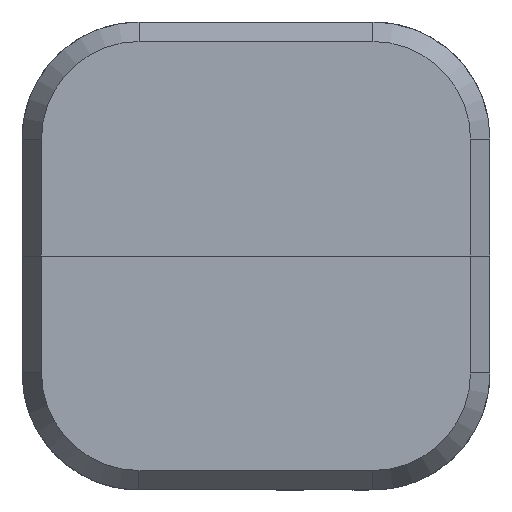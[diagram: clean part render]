
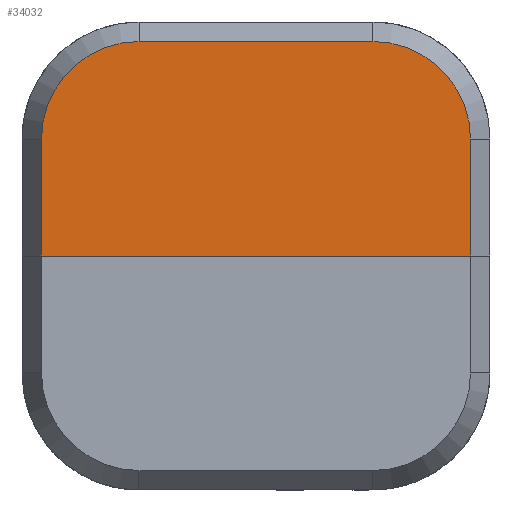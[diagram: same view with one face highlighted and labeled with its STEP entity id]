
A CAD part, front view. The second image highlights one B-rep face of the part: STEP entity #34032.
In plain terms, the highlighted planar face has unit normal (0, -1, 0).
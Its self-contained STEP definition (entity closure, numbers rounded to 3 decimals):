
#1199 = ORIENTED_EDGE ( 'NONE', *, *, #4918, .T. ) ;
#2021 = VERTEX_POINT ( 'NONE', #23658 ) ;
#2431 = DIRECTION ( 'NONE',  ( 1., 0., 0. ) ) ;
#3623 = DIRECTION ( 'NONE',  ( -1., 0., 0. ) ) ;
#3837 = LINE ( 'NONE', #21322, #10018 ) ;
#4226 = CARTESIAN_POINT ( 'NONE',  ( 55., 0., -30. ) ) ;
#4373 = DIRECTION ( 'NONE',  ( 0., -1., 0. ) ) ;
#4918 = EDGE_CURVE ( 'NONE', #32988, #21214, #38815, .T. ) ;
#5599 = CARTESIAN_POINT ( 'NONE',  ( 55., 0., 30. ) ) ;
#6975 = AXIS2_PLACEMENT_3D ( 'NONE', #34631, #4373, #16513 ) ;
#7728 = DIRECTION ( 'NONE',  ( 0., 1., 0. ) ) ;
#7949 = EDGE_CURVE ( 'NONE', #2021, #20750, #38764, .T. ) ;
#8739 = EDGE_LOOP ( 'NONE', ( #38227, #26079, #1199, #12751, #22644, #13108 ) ) ;
#9039 = PLANE ( 'NONE',  #26183 ) ;
#10018 = VECTOR ( 'NONE', #12176, 1000. ) ;
#10850 = CARTESIAN_POINT ( 'NONE',  ( 30., 0., 55. ) ) ;
#11034 = VERTEX_POINT ( 'NONE', #10850 ) ;
#11523 = DIRECTION ( 'NONE',  ( 0., 0., 1. ) ) ;
#12176 = DIRECTION ( 'NONE',  ( 0., 0., -1. ) ) ;
#12751 = ORIENTED_EDGE ( 'NONE', *, *, #26324, .T. ) ;
#13108 = ORIENTED_EDGE ( 'NONE', *, *, #7949, .T. ) ;
#13843 = CIRCLE ( 'NONE', #29111, 25. ) ;
#14364 = LINE ( 'NONE', #29715, #17134 ) ;
#14836 = DIRECTION ( 'NONE',  ( 0., 0., -1. ) ) ;
#15805 = VERTEX_POINT ( 'NONE', #38731 ) ;
#16513 = DIRECTION ( 'NONE',  ( 0., 0., -1. ) ) ;
#17134 = VECTOR ( 'NONE', #2431, 1000. ) ;
#18300 = EDGE_CURVE ( 'NONE', #20750, #15805, #3837, .T. ) ;
#18725 = CARTESIAN_POINT ( 'NONE',  ( 30., 0., 55. ) ) ;
#19927 = CARTESIAN_POINT ( 'NONE',  ( 55., 0., 0. ) ) ;
#20750 = VERTEX_POINT ( 'NONE', #38548 ) ;
#21158 = DIRECTION ( 'NONE',  ( 0., 0., -1. ) ) ;
#21214 = VERTEX_POINT ( 'NONE', #5599 ) ;
#21322 = CARTESIAN_POINT ( 'NONE',  ( -55., 0., -30. ) ) ;
#22644 = ORIENTED_EDGE ( 'NONE', *, *, #34512, .T. ) ;
#23026 = FACE_OUTER_BOUND ( 'NONE', #8739, .T. ) ;
#23658 = CARTESIAN_POINT ( 'NONE',  ( -30., 0., 55. ) ) ;
#24212 = DIRECTION ( 'NONE',  ( 0., -1., 0. ) ) ;
#26079 = ORIENTED_EDGE ( 'NONE', *, *, #28342, .T. ) ;
#26183 = AXIS2_PLACEMENT_3D ( 'NONE', #35186, #7728, #21158 ) ;
#26324 = EDGE_CURVE ( 'NONE', #21214, #11034, #13843, .T. ) ;
#27407 = CARTESIAN_POINT ( 'NONE',  ( 30., 0., 30. ) ) ;
#28342 = EDGE_CURVE ( 'NONE', #15805, #32988, #14364, .T. ) ;
#29111 = AXIS2_PLACEMENT_3D ( 'NONE', #27407, #24212, #14836 ) ;
#29715 = CARTESIAN_POINT ( 'NONE',  ( 30., 0., 0. ) ) ;
#32988 = VERTEX_POINT ( 'NONE', #19927 ) ;
#33885 = LINE ( 'NONE', #18725, #36210 ) ;
#34032 = ADVANCED_FACE ( 'NONE', ( #23026 ), #9039, .F. ) ;
#34512 = EDGE_CURVE ( 'NONE', #11034, #2021, #33885, .T. ) ;
#34631 = CARTESIAN_POINT ( 'NONE',  ( -30., 0., 30. ) ) ;
#35186 = CARTESIAN_POINT ( 'NONE',  ( 30., 0., -30. ) ) ;
#36210 = VECTOR ( 'NONE', #3623, 1000. ) ;
#37264 = VECTOR ( 'NONE', #11523, 1000. ) ;
#38227 = ORIENTED_EDGE ( 'NONE', *, *, #18300, .T. ) ;
#38548 = CARTESIAN_POINT ( 'NONE',  ( -55., 0., 30. ) ) ;
#38731 = CARTESIAN_POINT ( 'NONE',  ( -55., 0., 0. ) ) ;
#38764 = CIRCLE ( 'NONE', #6975, 25. ) ;
#38815 = LINE ( 'NONE', #4226, #37264 ) ;
